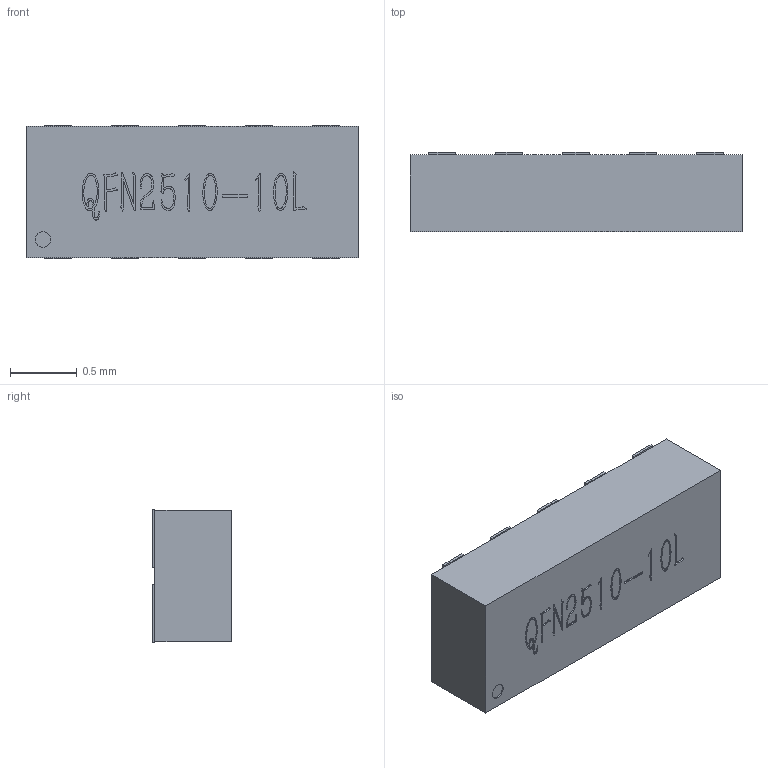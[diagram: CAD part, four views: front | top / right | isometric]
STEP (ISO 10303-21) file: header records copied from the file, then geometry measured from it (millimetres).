
FILE_DESCRIPTION (( 'STEP AP214' ), '1' );
FILE_NAME ('DFN2510-10L.STEP', '2020-11-10T00:30:28', ( '' ), ( '' ), 'SwSTEP 2.0', 'SolidWorks 2018', '' );
FILE_SCHEMA (( 'AUTOMOTIVE_DESIGN' ));
Length unit declared in the file: millimetre
Products named in the file (1): DFN2510-10L
Bounding box: 2.48 x 0.59 x 1 mm (x, y, z)
Volume: 1.4 mm3; surface area: 11 mm2
Topology: 11 solids, 11 shells, 276 faces, 714 edges, 476 vertices
Faces by surface type: plane 180, bspline 94, cylinder 2
Entity records: 13336 total; most frequent: CARTESIAN_POINT 6369, ORIENTED_EDGE 1428, DIRECTION 896, EDGE_CURVE 714, VECTOR 522, LINE 522, VERTEX_POINT 476, EDGE_LOOP 292
